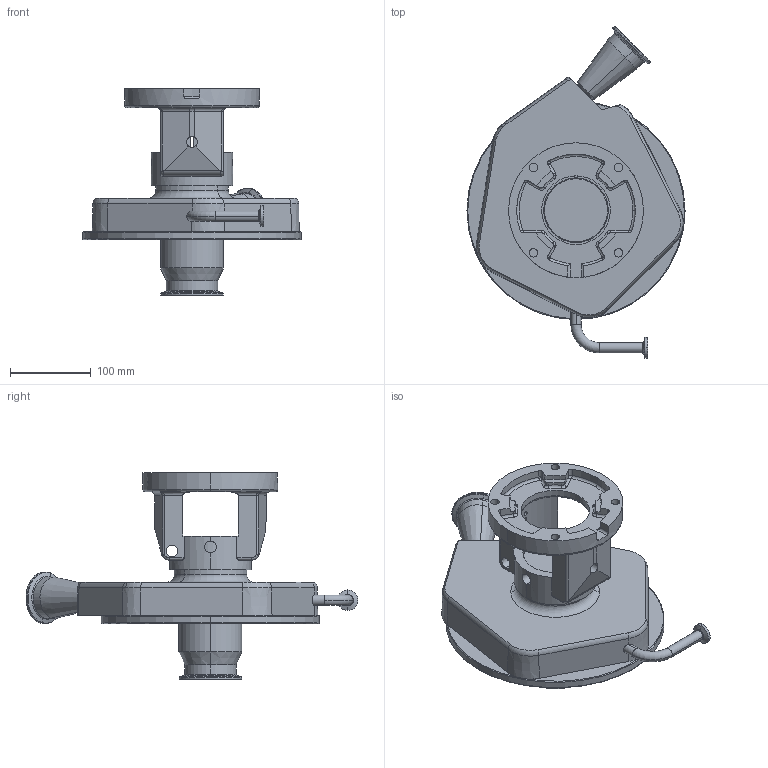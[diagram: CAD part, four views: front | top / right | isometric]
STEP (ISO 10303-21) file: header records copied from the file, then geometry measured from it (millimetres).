
FILE_DESCRIPTION (( 'STEP AP214' ), '1' );
FILE_NAME ('FPR 741-742 140TC 45L 1-2 IN ELBOW LEFT DRAIN.STEP', '2023-01-10T20:10:38', ( '' ), ( '' ), 'SwSTEP 2.0', 'SolidWorks 2021', '' );
FILE_SCHEMA (( 'AUTOMOTIVE_DESIGN' ));
Length unit declared in the file: millimetre
Products named in the file (1): FPR 741-742 140TC 45L 1-2 IN ELBOW LEFT DRAIN
Bounding box: 270 x 411.02 x 256 mm (x, y, z)
Volume: 2544728.5 mm3; surface area: 462754.9 mm2
Topology: 1 solids, 6 shells, 451 faces, 1083 edges, 639 vertices
Faces by surface type: cylinder 171, torus 118, plane 86, cone 65, bspline 7, sphere 4
Entity records: 14797 total; most frequent: CARTESIAN_POINT 4145, DIRECTION 2448, ORIENTED_EDGE 2126, EDGE_CURVE 1063, AXIS2_PLACEMENT_3D 1039, VERTEX_POINT 638, CIRCLE 594, EDGE_LOOP 495
